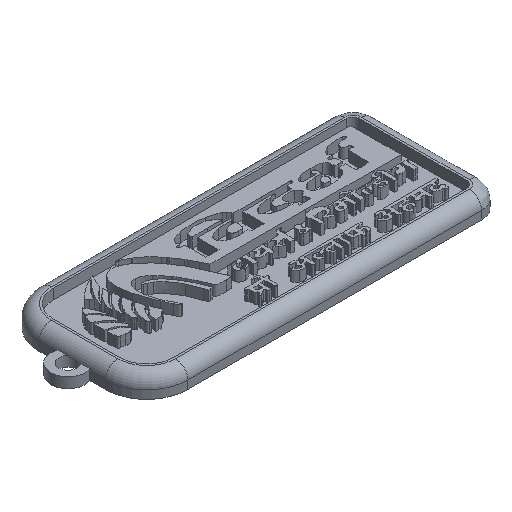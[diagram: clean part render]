
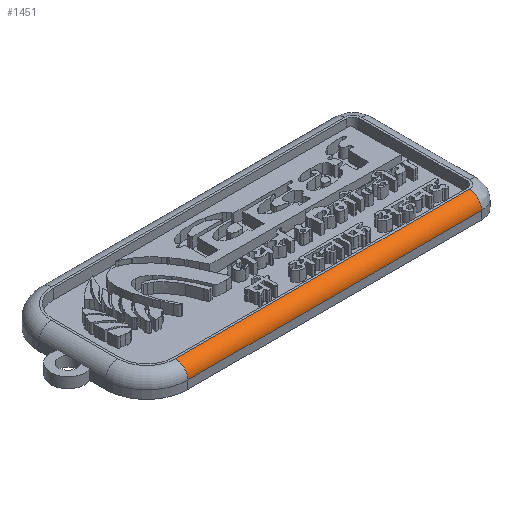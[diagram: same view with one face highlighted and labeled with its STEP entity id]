
A CAD part, isometric view. The second image highlights one B-rep face of the part: STEP entity #1451.
In plain terms, the highlighted cylindrical face has radius 3 mm (diameter 6 mm), a partial arc.
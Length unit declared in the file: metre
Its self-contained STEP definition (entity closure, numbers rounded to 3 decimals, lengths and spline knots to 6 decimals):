
#1451 = ADVANCED_FACE( '', ( #3348 ), #3349, .T. );
#3348 = FACE_OUTER_BOUND( '', #5948, .T. );
#3349 = CYLINDRICAL_SURFACE( '', #5949, 0.003 );
#5948 = EDGE_LOOP( '', ( #12499, #12500, #12501, #12502 ) );
#5949 = AXIS2_PLACEMENT_3D( '', #12503, #12504, #12505 );
#12499 = ORIENTED_EDGE( '', *, *, #19087, .T. );
#12500 = ORIENTED_EDGE( '', *, *, #20228, .T. );
#12501 = ORIENTED_EDGE( '', *, *, #19071, .F. );
#12502 = ORIENTED_EDGE( '', *, *, #19328, .T. );
#12503 = CARTESIAN_POINT( '', ( 0.020464, -0.035657, -0.028435 ) );
#12504 = DIRECTION( '', ( 1., 0., 0. ) );
#12505 = DIRECTION( '', ( 0., 0., 1. ) );
#19071 = EDGE_CURVE( '', #21931, #22602, #22603, .T. );
#19087 = EDGE_CURVE( '', #22631, #22629, #22632, .T. );
#19328 = EDGE_CURVE( '', #21931, #22631, #23014, .T. );
#20228 = EDGE_CURVE( '', #22629, #22602, #24421, .T. );
#21931 = VERTEX_POINT( '', #26894 );
#22602 = VERTEX_POINT( '', #28176 );
#22603 = CIRCLE( '', #28177, 0.003 );
#22629 = VERTEX_POINT( '', #28215 );
#22631 = VERTEX_POINT( '', #28217 );
#22632 = CIRCLE( '', #28218, 0.003 );
#23014 = LINE( '', #28935, #28936 );
#24421 = LINE( '', #32081, #32082 );
#26894 = CARTESIAN_POINT( '', ( -0.050812, -0.038657, -0.028435 ) );
#28176 = CARTESIAN_POINT( '', ( -0.050812, -0.035657, -0.025435 ) );
#28177 = AXIS2_PLACEMENT_3D( '', #34534, #34535, #34536 );
#28215 = CARTESIAN_POINT( '', ( 0.020464, -0.035657, -0.025435 ) );
#28217 = CARTESIAN_POINT( '', ( 0.020464, -0.038657, -0.028435 ) );
#28218 = AXIS2_PLACEMENT_3D( '', #34555, #34556, #34557 );
#28935 = CARTESIAN_POINT( '', ( -0.015174, -0.038657, -0.028435 ) );
#28936 = VECTOR( '', #34669, 1. );
#32081 = CARTESIAN_POINT( '', ( -0.015174, -0.035657, -0.025435 ) );
#32082 = VECTOR( '', #34998, 1. );
#34534 = CARTESIAN_POINT( '', ( -0.050812, -0.035657, -0.028435 ) );
#34535 = DIRECTION( '', ( -1., 0., 0. ) );
#34536 = DIRECTION( '', ( 0., -1., 0. ) );
#34555 = CARTESIAN_POINT( '', ( 0.020464, -0.035657, -0.028435 ) );
#34556 = DIRECTION( '', ( -1., 0., 0. ) );
#34557 = DIRECTION( '', ( 0., -1., 0. ) );
#34669 = DIRECTION( '', ( 1., 0., 0. ) );
#34998 = DIRECTION( '', ( -1., 0., 0. ) );
